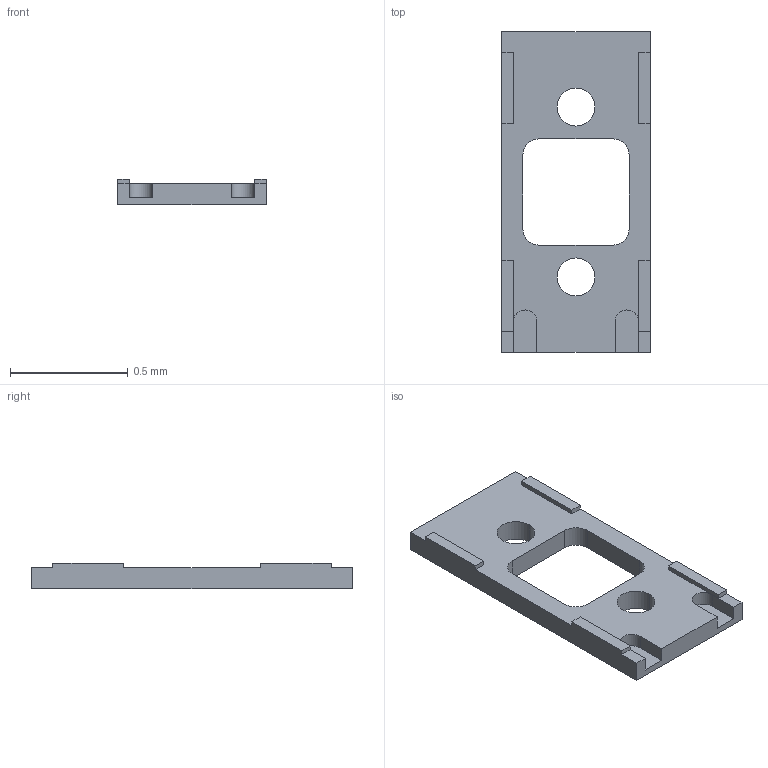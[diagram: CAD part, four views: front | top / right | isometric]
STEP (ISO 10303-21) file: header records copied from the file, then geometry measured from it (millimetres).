
FILE_DESCRIPTION(('produced by SPATIAL CORP'),'2;1');
FILE_NAME( 'spinner4.hh.sat.stp', '2002-04-19T09:53:54+00:00',('SPATIAL CORP'),('SPATIAL CORP'), 'ACIS STEP Husk','http://www.spatial.com','SPATIAL CORP');
FILE_SCHEMA(('CONFIG_CONTROL_DESIGN'));
Length unit declared in the file: millimetre
Products named in the file (1): PRODUCT_ID_1
Bounding box: 0.63 x 1.36 x 0.11 mm (x, y, z)
Volume: 0.1 mm3; surface area: 1.9 mm2
Topology: 1 solids, 1 shells, 46 faces, 128 edges, 84 vertices
Faces by surface type: plane 36, cylinder 10
Entity records: 1519 total; most frequent: ORIENTED_EDGE 256, CARTESIAN_POINT 250, DIRECTION 226, EDGE_CURVE 128, VECTOR 106, LINE 106, VERTEX_POINT 84, AXIS2_PLACEMENT_3D 60
